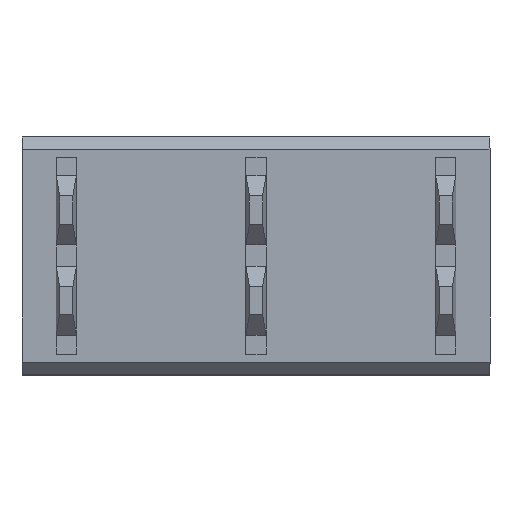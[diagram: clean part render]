
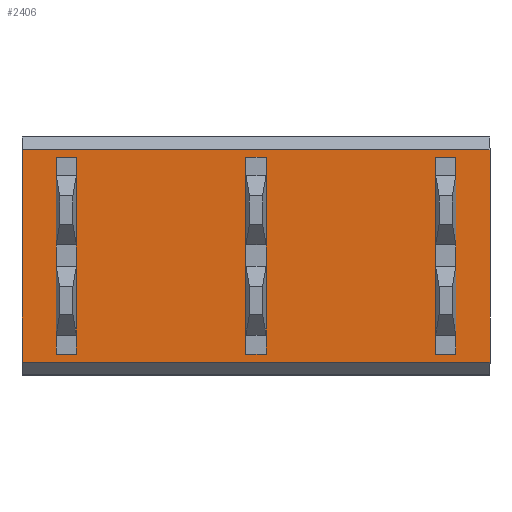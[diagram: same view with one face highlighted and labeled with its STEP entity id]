
A CAD part, top view. The second image highlights one B-rep face of the part: STEP entity #2406.
In plain terms, the highlighted planar face has unit normal (0, 0, 1).
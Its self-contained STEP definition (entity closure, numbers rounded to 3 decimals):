
#128=PLANE('',#2577);
#260=FACE_OUTER_BOUND('',#406,.T.);
#406=EDGE_LOOP('',(#2029,#2030,#2031,#2032));
#641=LINE('',#3690,#935);
#644=LINE('',#3695,#938);
#646=LINE('',#3699,#940);
#648=LINE('',#3703,#942);
#935=VECTOR('',#3016,8.4);
#938=VECTOR('',#3021,18.5);
#940=VECTOR('',#3025,18.5);
#942=VECTOR('',#3031,8.4);
#1223=VERTEX_POINT('',#3687);
#1224=VERTEX_POINT('',#3689);
#1225=VERTEX_POINT('',#3693);
#1226=VERTEX_POINT('',#3697);
#1501=EDGE_CURVE('',#1223,#1224,#641,.T.);
#1504=EDGE_CURVE('',#1224,#1225,#644,.T.);
#1506=EDGE_CURVE('',#1226,#1223,#646,.T.);
#1508=EDGE_CURVE('',#1226,#1225,#648,.T.);
#2029=ORIENTED_EDGE('',*,*,#1508,.T.);
#2030=ORIENTED_EDGE('',*,*,#1504,.F.);
#2031=ORIENTED_EDGE('',*,*,#1501,.F.);
#2032=ORIENTED_EDGE('',*,*,#1506,.F.);
#2406=ADVANCED_FACE('',(#260),#128,.T.);
#2577=AXIS2_PLACEMENT_3D('',#3704,#3032,#3033);
#3016=DIRECTION('',(0.,-1.,0.));
#3021=DIRECTION('',(-1.,0.,0.));
#3025=DIRECTION('',(1.,0.,0.));
#3031=DIRECTION('',(0.,-1.,0.));
#3032=DIRECTION('center_axis',(0.,0.,1.));
#3033=DIRECTION('ref_axis',(-1.,0.,0.));
#3687=CARTESIAN_POINT('',(9.25,4.2,6.));
#3689=CARTESIAN_POINT('',(9.25,-4.2,6.));
#3690=CARTESIAN_POINT('',(9.25,-4.7,6.));
#3693=CARTESIAN_POINT('',(-9.25,-4.2,6.));
#3695=CARTESIAN_POINT('',(-9.25,-4.2,6.));
#3697=CARTESIAN_POINT('',(-9.25,4.2,6.));
#3699=CARTESIAN_POINT('',(-9.25,4.2,6.));
#3703=CARTESIAN_POINT('',(-9.25,-4.2,6.));
#3704=CARTESIAN_POINT('Origin',(0.,0.,
6.));
